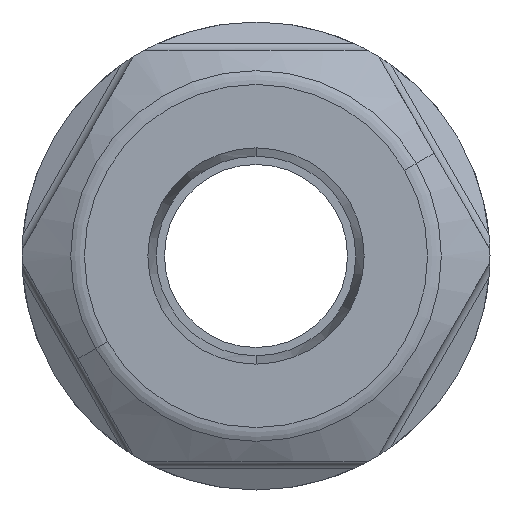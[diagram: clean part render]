
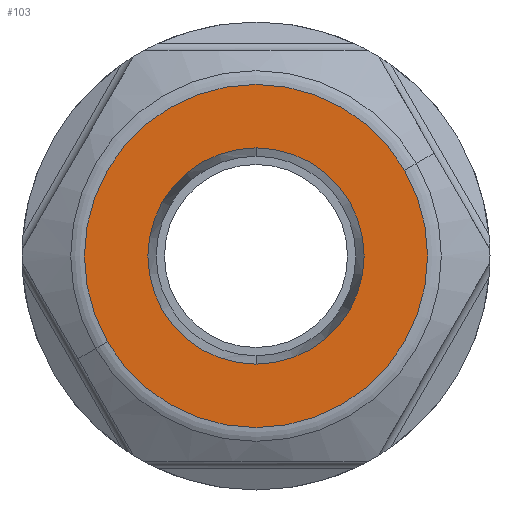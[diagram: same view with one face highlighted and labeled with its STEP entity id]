
A CAD part, left-side view. The second image highlights one B-rep face of the part: STEP entity #103.
In plain terms, the highlighted planar face has unit normal (-1, 0, 0).
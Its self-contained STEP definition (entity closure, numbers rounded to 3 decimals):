
#103 = ADVANCED_FACE ( 'NONE', ( #4147, #4140 ), #4748, .F. ) ;
#312 = EDGE_CURVE ( 'NONE', #1761, #1777, #5127, .T. ) ;
#325 = EDGE_CURVE ( 'NONE', #1774, #1806, #5115, .T. ) ;
#468 = EDGE_CURVE ( 'NONE', #1777, #1761, #5117, .T. ) ;
#505 = EDGE_CURVE ( 'NONE', #1806, #1774, #1101, .T. ) ;
#650 = ORIENTED_EDGE ( 'NONE', *, *, #468, .T. ) ;
#672 = ORIENTED_EDGE ( 'NONE', *, *, #505, .F. ) ;
#693 = ORIENTED_EDGE ( 'NONE', *, *, #312, .T. ) ;
#709 = ORIENTED_EDGE ( 'NONE', *, *, #325, .F. ) ;
#1101 = CIRCLE ( 'NONE', #5167, 7.855 ) ;
#1224 = AXIS2_PLACEMENT_3D ( 'NONE', #8766, #8869, #8865 ) ;
#1225 = AXIS2_PLACEMENT_3D ( 'NONE', #8538, #8616, #8513 ) ;
#1761 = VERTEX_POINT ( 'NONE', #8064 ) ;
#1774 = VERTEX_POINT ( 'NONE', #8023 ) ;
#1777 = VERTEX_POINT ( 'NONE', #8040 ) ;
#1806 = VERTEX_POINT ( 'NONE', #8102 ) ;
#1853 = EDGE_LOOP ( 'NONE', ( #709, #672 ) ) ;
#1870 = EDGE_LOOP ( 'NONE', ( #650, #693 ) ) ;
#3751 = AXIS2_PLACEMENT_3D ( 'NONE', #4744, #4740, #4770 ) ;
#4140 = FACE_OUTER_BOUND ( 'NONE', #1870, .T. ) ;
#4147 = FACE_BOUND ( 'NONE', #1853, .T. ) ;
#4740 = DIRECTION ( 'NONE',  ( 1., 0., 0. ) ) ;
#4744 = CARTESIAN_POINT ( 'NONE',  ( 0., 7.855, 0. ) ) ;
#4748 = PLANE ( 'NONE',  #3751 ) ;
#4770 = DIRECTION ( 'NONE',  ( 0., 0., -1. ) ) ;
#5115 = CIRCLE ( 'NONE', #1224, 7.855 ) ;
#5117 = CIRCLE ( 'NONE', #5138, 12.464 ) ;
#5127 = CIRCLE ( 'NONE', #1225, 12.464 ) ;
#5138 = AXIS2_PLACEMENT_3D ( 'NONE', #7321, #7400, #7359 ) ;
#5167 = AXIS2_PLACEMENT_3D ( 'NONE', #7865, #7948, #7899 ) ;
#7321 = CARTESIAN_POINT ( 'NONE',  ( 0., 0., 0. ) ) ;
#7359 = DIRECTION ( 'NONE',  ( 0., 0., 1. ) ) ;
#7400 = DIRECTION ( 'NONE',  ( -1., 0., 0. ) ) ;
#7865 = CARTESIAN_POINT ( 'NONE',  ( 0., 0., 0. ) ) ;
#7899 = DIRECTION ( 'NONE',  ( 0., 0., 1. ) ) ;
#7948 = DIRECTION ( 'NONE',  ( -1., 0., 0. ) ) ;
#8023 = CARTESIAN_POINT ( 'NONE',  ( 0., 0., 7.855 ) ) ;
#8040 = CARTESIAN_POINT ( 'NONE',  ( 0., 0., 12.464 ) ) ;
#8064 = CARTESIAN_POINT ( 'NONE',  ( 0., 0., -12.464 ) ) ;
#8102 = CARTESIAN_POINT ( 'NONE',  ( 0., 0., -7.855 ) ) ;
#8513 = DIRECTION ( 'NONE',  ( 0., 0., 1. ) ) ;
#8538 = CARTESIAN_POINT ( 'NONE',  ( 0., 0., 0. ) ) ;
#8616 = DIRECTION ( 'NONE',  ( -1., 0., 0. ) ) ;
#8766 = CARTESIAN_POINT ( 'NONE',  ( 0., 0., 0. ) ) ;
#8865 = DIRECTION ( 'NONE',  ( 0., 0., 1. ) ) ;
#8869 = DIRECTION ( 'NONE',  ( -1., 0., 0. ) ) ;
